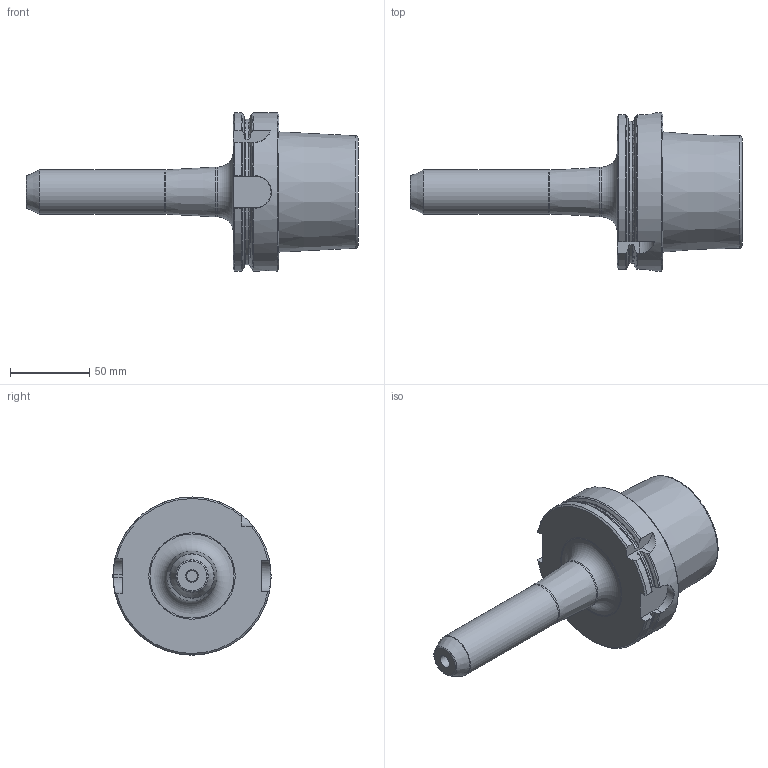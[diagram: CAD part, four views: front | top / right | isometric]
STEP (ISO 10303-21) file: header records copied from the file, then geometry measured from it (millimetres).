
FILE_DESCRIPTION(/* description */ (''),/* implementation_level */ '2;1');
FILE_NAME(/* name */ 'AHSKA100-EM-08-160.stp',/* time_stamp */ '2024-12-16T17:56:42+03:00',/* author */ (''),/* organization */ (''),/* preprocessor_version */ 'ST-DEVELOPER v19.4',/* originating_system */ 'SIEMENS PLM Software NX2306.3001',/* authorisation */ '');
FILE_SCHEMA (('AUTOMOTIVE_DESIGN { 1 0 10303 214 3 1 1 1 }'));
Length unit declared in the file: millimetre
Products named in the file (1): AHSKA100-EM-08-160-light_objects
Bounding box: 210 x 100 x 100 mm (x, y, z)
Volume: 512871 mm3; surface area: 48803.4 mm2
Topology: 1 solids, 1 shells, 89 faces, 230 edges, 146 vertices
Faces by surface type: plane 29, cone 22, torus 19, cylinder 16, bspline 3
Full cylindrical faces by diameter (mm): 8 x1, 8.5 x1, 10 x1, 28 x1, 31.5 x1, 100 x1
Entity records: 3085 total; most frequent: CARTESIAN_POINT 1107, ORIENTED_EDGE 394, DIRECTION 375, EDGE_CURVE 197, AXIS2_PLACEMENT_3D 158, VERTEX_POINT 140, EDGE_LOOP 118, ADVANCED_FACE 89
